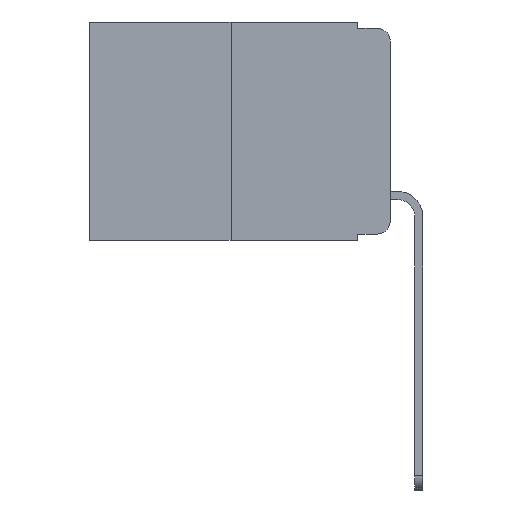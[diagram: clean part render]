
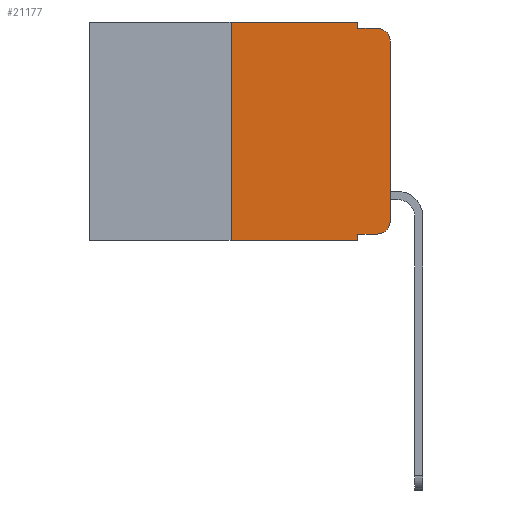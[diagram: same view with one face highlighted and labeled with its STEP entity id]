
A CAD part, left-side view. The second image highlights one B-rep face of the part: STEP entity #21177.
In plain terms, the highlighted planar face has unit normal (-1, 0, 0).
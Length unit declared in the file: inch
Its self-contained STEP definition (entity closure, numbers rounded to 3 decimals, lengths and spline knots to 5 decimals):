
#89 = VERTEX_POINT ( 'NONE', #18674 ) ;
#433 = CARTESIAN_POINT ( 'NONE',  ( 0., 0.25, 0. ) ) ;
#442 = CARTESIAN_POINT ( 'NONE',  ( 0., 0.02, -0.333 ) ) ;
#701 = VECTOR ( 'NONE', #17132, 39.37008 ) ;
#710 = DIRECTION ( 'NONE',  ( 0., 0., 1. ) ) ;
#882 = CARTESIAN_POINT ( 'NONE',  ( 0., 0.02, -0.03 ) ) ;
#976 = CARTESIAN_POINT ( 'NONE',  ( 0., 0., -0.03 ) ) ;
#1097 = CIRCLE ( 'NONE', #8392, 0.02 ) ;
#1180 = LINE ( 'NONE', #21350, #13970 ) ;
#1313 = ORIENTED_EDGE ( 'NONE', *, *, #13740, .F. ) ;
#1483 = AXIS2_PLACEMENT_3D ( 'NONE', #13972, #7290, #7366 ) ;
#1694 = DIRECTION ( 'NONE',  ( 0., 0., -1. ) ) ;
#1990 = ORIENTED_EDGE ( 'NONE', *, *, #7811, .T. ) ;
#2025 = CARTESIAN_POINT ( 'NONE',  ( 0., 0.051, -0.343 ) ) ;
#2417 = LINE ( 'NONE', #11393, #15184 ) ;
#2485 = LINE ( 'NONE', #3426, #12169 ) ;
#2496 = DIRECTION ( 'NONE',  ( 0., 0., -1. ) ) ;
#2576 = DIRECTION ( 'NONE',  ( -1., 0., 0. ) ) ;
#2648 = ORIENTED_EDGE ( 'NONE', *, *, #12883, .F. ) ;
#3096 = DIRECTION ( 'NONE',  ( 0., -1., 0. ) ) ;
#3426 = CARTESIAN_POINT ( 'NONE',  ( 0., 0.051, 0. ) ) ;
#3974 = ORIENTED_EDGE ( 'NONE', *, *, #10231, .F. ) ;
#4072 = DIRECTION ( 'NONE',  ( 0., -1., 0. ) ) ;
#4134 = VECTOR ( 'NONE', #3096, 39.37008 ) ;
#4630 = CARTESIAN_POINT ( 'NONE',  ( 0., 0.051, -0.333 ) ) ;
#6092 = VERTEX_POINT ( 'NONE', #9009 ) ;
#6131 = EDGE_LOOP ( 'NONE', ( #1990, #8795, #2648, #20961, #7330, #1313, #11998, #3974, #14205, #10442 ) ) ;
#6321 = VERTEX_POINT ( 'NONE', #4630 ) ;
#6325 = DIRECTION ( 'NONE',  ( 0., 0., -1. ) ) ;
#6553 = LINE ( 'NONE', #8918, #11509 ) ;
#6700 = DIRECTION ( 'NONE',  ( 0., 0., -1. ) ) ;
#7142 = CARTESIAN_POINT ( 'NONE',  ( 0., 0., -0.313 ) ) ;
#7290 = DIRECTION ( 'NONE',  ( -1., 0., 0. ) ) ;
#7330 = ORIENTED_EDGE ( 'NONE', *, *, #9260, .F. ) ;
#7366 = DIRECTION ( 'NONE',  ( 0., 0., -1. ) ) ;
#7559 = CARTESIAN_POINT ( 'NONE',  ( 0., 0.051, -0.01 ) ) ;
#7811 = EDGE_CURVE ( 'NONE', #8341, #18628, #6553, .T. ) ;
#7832 = DIRECTION ( 'NONE',  ( 1., 0., 0. ) ) ;
#7908 = CARTESIAN_POINT ( 'NONE',  ( 0., 0.473, 0. ) ) ;
#8028 = FACE_OUTER_BOUND ( 'NONE', #6131, .T. ) ;
#8131 = VERTEX_POINT ( 'NONE', #2025 ) ;
#8341 = VERTEX_POINT ( 'NONE', #7142 ) ;
#8392 = AXIS2_PLACEMENT_3D ( 'NONE', #882, #2576, #2496 ) ;
#8577 = LINE ( 'NONE', #11490, #4134 ) ;
#8795 = ORIENTED_EDGE ( 'NONE', *, *, #14460, .T. ) ;
#8918 = CARTESIAN_POINT ( 'NONE',  ( 0., 0., 0. ) ) ;
#9009 = CARTESIAN_POINT ( 'NONE',  ( 0., 0.051, -0.01 ) ) ;
#9260 = EDGE_CURVE ( 'NONE', #14880, #13219, #10906, .T. ) ;
#9609 = CARTESIAN_POINT ( 'NONE',  ( 0., 0.051, 0. ) ) ;
#9796 = AXIS2_PLACEMENT_3D ( 'NONE', #7908, #7832, #6325 ) ;
#9855 = DIRECTION ( 'NONE',  ( 0., 0., 1. ) ) ;
#10056 = VERTEX_POINT ( 'NONE', #442 ) ;
#10231 = EDGE_CURVE ( 'NONE', #6321, #8131, #1180, .T. ) ;
#10439 = EDGE_CURVE ( 'NONE', #13219, #6092, #2485, .T. ) ;
#10442 = ORIENTED_EDGE ( 'NONE', *, *, #16633, .T. ) ;
#10693 = CARTESIAN_POINT ( 'NONE',  ( 0., 0.02, -0.01 ) ) ;
#10820 = VECTOR ( 'NONE', #9855, 39.37008 ) ;
#10906 = LINE ( 'NONE', #12174, #701 ) ;
#11393 = CARTESIAN_POINT ( 'NONE',  ( 0., 0.473, -0.343 ) ) ;
#11490 = CARTESIAN_POINT ( 'NONE',  ( 0., 0.051, -0.333 ) ) ;
#11509 = VECTOR ( 'NONE', #710, 39.37008 ) ;
#11998 = ORIENTED_EDGE ( 'NONE', *, *, #14214, .T. ) ;
#12169 = VECTOR ( 'NONE', #6700, 39.37008 ) ;
#12174 = CARTESIAN_POINT ( 'NONE',  ( 0., 0.473, 0. ) ) ;
#12657 = PLANE ( 'NONE',  #9796 ) ;
#12883 = EDGE_CURVE ( 'NONE', #6092, #14000, #18749, .T. ) ;
#13219 = VERTEX_POINT ( 'NONE', #9609 ) ;
#13740 = EDGE_CURVE ( 'NONE', #89, #14880, #20544, .T. ) ;
#13970 = VECTOR ( 'NONE', #1694, 39.37008 ) ;
#13972 = CARTESIAN_POINT ( 'NONE',  ( 0., 0.02, -0.313 ) ) ;
#14000 = VERTEX_POINT ( 'NONE', #10693 ) ;
#14205 = ORIENTED_EDGE ( 'NONE', *, *, #21310, .T. ) ;
#14214 = EDGE_CURVE ( 'NONE', #89, #8131, #2417, .T. ) ;
#14460 = EDGE_CURVE ( 'NONE', #18628, #14000, #1097, .T. ) ;
#14880 = VERTEX_POINT ( 'NONE', #433 ) ;
#15184 = VECTOR ( 'NONE', #17727, 39.37008 ) ;
#15566 = CIRCLE ( 'NONE', #1483, 0.02 ) ;
#16633 = EDGE_CURVE ( 'NONE', #10056, #8341, #15566, .T. ) ;
#17132 = DIRECTION ( 'NONE',  ( 0., -1., 0. ) ) ;
#17723 = VECTOR ( 'NONE', #4072, 39.37008 ) ;
#17727 = DIRECTION ( 'NONE',  ( 0., -1., 0. ) ) ;
#18150 = CARTESIAN_POINT ( 'NONE',  ( 0., 0.25, 0. ) ) ;
#18628 = VERTEX_POINT ( 'NONE', #976 ) ;
#18674 = CARTESIAN_POINT ( 'NONE',  ( 0., 0.25, -0.343 ) ) ;
#18749 = LINE ( 'NONE', #7559, #17723 ) ;
#20544 = LINE ( 'NONE', #18150, #10820 ) ;
#20961 = ORIENTED_EDGE ( 'NONE', *, *, #10439, .F. ) ;
#21177 = ADVANCED_FACE ( 'NONE', ( #8028 ), #12657, .F. ) ;
#21310 = EDGE_CURVE ( 'NONE', #6321, #10056, #8577, .T. ) ;
#21350 = CARTESIAN_POINT ( 'NONE',  ( 0., 0.051, 0. ) ) ;
